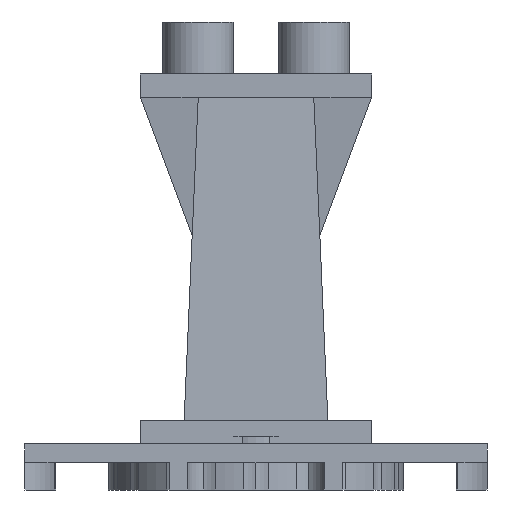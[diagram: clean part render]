
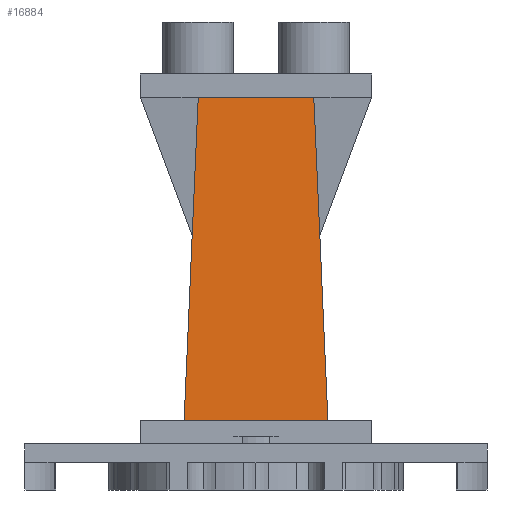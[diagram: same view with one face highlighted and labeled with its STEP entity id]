
A CAD part, left-side view. The second image highlights one B-rep face of the part: STEP entity #16884.
In plain terms, the highlighted planar face has unit normal (-0.998, 0, 0.061).
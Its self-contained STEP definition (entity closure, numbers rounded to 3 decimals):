
#14735 = PLANE('',#14736);
#14736 = AXIS2_PLACEMENT_3D('',#14737,#14738,#14739);
#14737 = CARTESIAN_POINT('',(-8.,-8.,4.8));
#14738 = DIRECTION('',(0.,0.,1.));
#14739 = DIRECTION('',(1.,0.,0.));
#15208 = VERTEX_POINT('',#15209);
#15209 = CARTESIAN_POINT('',(-7.767,-4.977,4.8));
#15221 = B_SPLINE_SURFACE_WITH_KNOTS('',1,1,(
    (#15222,#15223)
    ,(#15224,#15225
    )),.UNSPECIFIED.,.F.,.F.,.F.,(2,2),(2,2),(0.,15.73),(0.,1.
    ),.PIECEWISE_BEZIER_KNOTS.);
#15222 = CARTESIAN_POINT('',(-7.865,-5.047,3.2));
#15223 = CARTESIAN_POINT('',(-6.4,-4.,27.2));
#15224 = CARTESIAN_POINT('',(7.865,-5.047,3.2));
#15225 = CARTESIAN_POINT('',(6.4,-4.,27.2));
#15232 = EDGE_CURVE('',#15208,#15233,#15235,.T.);
#15233 = VERTEX_POINT('',#15234);
#15234 = CARTESIAN_POINT('',(-7.767,4.977,4.8));
#15235 = SURFACE_CURVE('',#15236,(#15240,#15246),.PCURVE_S1.);
#15236 = LINE('',#15237,#15238);
#15237 = CARTESIAN_POINT('',(-7.767,-4.,4.8));
#15238 = VECTOR('',#15239,1.);
#15239 = DIRECTION('',(0.,1.,-0.));
#15240 = PCURVE('',#14735,#15241);
#15241 = DEFINITIONAL_REPRESENTATION('',(#15242),#15245);
#15242 = B_SPLINE_CURVE_WITH_KNOTS('',1,(#15243,#15244),.UNSPECIFIED.,
  .F.,.F.,(2,2),(-1.047,9.047),
  .PIECEWISE_BEZIER_KNOTS.);
#15243 = CARTESIAN_POINT('',(0.233,2.953));
#15244 = CARTESIAN_POINT('',(0.233,13.047));
#15245 = ( GEOMETRIC_REPRESENTATION_CONTEXT(2) 
PARAMETRIC_REPRESENTATION_CONTEXT() REPRESENTATION_CONTEXT('2D SPACE',''
  ) );
#15246 = PCURVE('',#15247,#15252);
#15247 = PLANE('',#15248);
#15248 = AXIS2_PLACEMENT_3D('',#15249,#15250,#15251);
#15249 = CARTESIAN_POINT('',(-7.133,0.,15.2));
#15250 = DIRECTION('',(-0.998,0.,
    0.061));
#15251 = DIRECTION('',(0.,-1.,0.));
#15252 = DEFINITIONAL_REPRESENTATION('',(#15253),#15256);
#15253 = B_SPLINE_CURVE_WITH_KNOTS('',1,(#15254,#15255),.UNSPECIFIED.,
  .F.,.F.,(2,2),(-1.047,9.047),
  .PIECEWISE_BEZIER_KNOTS.);
#15254 = CARTESIAN_POINT('',(5.047,-10.419));
#15255 = CARTESIAN_POINT('',(-5.047,-10.419));
#15256 = ( GEOMETRIC_REPRESENTATION_CONTEXT(2) 
PARAMETRIC_REPRESENTATION_CONTEXT() REPRESENTATION_CONTEXT('2D SPACE',''
  ) );
#15272 = B_SPLINE_SURFACE_WITH_KNOTS('',1,1,(
    (#15273,#15274)
    ,(#15275,#15276
    )),.UNSPECIFIED.,.F.,.F.,.F.,(2,2),(2,2),(0.,15.73),(0.,1.
    ),.PIECEWISE_BEZIER_KNOTS.);
#15273 = CARTESIAN_POINT('',(7.865,5.047,3.2));
#15274 = CARTESIAN_POINT('',(6.4,4.,27.2));
#15275 = CARTESIAN_POINT('',(-7.865,5.047,3.2));
#15276 = CARTESIAN_POINT('',(-6.4,4.,27.2));
#16844 = EDGE_CURVE('',#15233,#16845,#16847,.T.);
#16845 = VERTEX_POINT('',#16846);
#16846 = CARTESIAN_POINT('',(-6.986,4.419,17.6));
#16847 = SURFACE_CURVE('',#16848,(#16851,#16858),.PCURVE_S1.);
#16848 = B_SPLINE_CURVE_WITH_KNOTS('',1,(#16849,#16850),.UNSPECIFIED.,
  .F.,.F.,(2,2),(0.,1.),.PIECEWISE_BEZIER_KNOTS.);
#16849 = CARTESIAN_POINT('',(-7.865,5.047,3.2));
#16850 = CARTESIAN_POINT('',(-6.4,4.,27.2));
#16851 = PCURVE('',#15272,#16852);
#16852 = DEFINITIONAL_REPRESENTATION('',(#16853),#16857);
#16853 = LINE('',#16854,#16855);
#16854 = CARTESIAN_POINT('',(15.73,0.));
#16855 = VECTOR('',#16856,1.);
#16856 = DIRECTION('',(0.,1.));
#16857 = ( GEOMETRIC_REPRESENTATION_CONTEXT(2) 
PARAMETRIC_REPRESENTATION_CONTEXT() REPRESENTATION_CONTEXT('2D SPACE',''
  ) );
#16858 = PCURVE('',#15247,#16859);
#16859 = DEFINITIONAL_REPRESENTATION('',(#16860),#16863);
#16860 = B_SPLINE_CURVE_WITH_KNOTS('',1,(#16861,#16862),.UNSPECIFIED.,
  .F.,.F.,(2,2),(0.,1.),.PIECEWISE_BEZIER_KNOTS.);
#16861 = CARTESIAN_POINT('',(-5.047,-12.022));
#16862 = CARTESIAN_POINT('',(-4.,12.022));
#16863 = ( GEOMETRIC_REPRESENTATION_CONTEXT(2) 
PARAMETRIC_REPRESENTATION_CONTEXT() REPRESENTATION_CONTEXT('2D SPACE',''
  ) );
#16884 = ADVANCED_FACE('',(#16885),#15247,.T.);
#16885 = FACE_BOUND('',#16886,.T.);
#16886 = EDGE_LOOP('',(#16887,#16888,#16889,#16910,#16935,#16963));
#16887 = ORIENTED_EDGE('',*,*,#16844,.F.);
#16888 = ORIENTED_EDGE('',*,*,#15232,.F.);
#16889 = ORIENTED_EDGE('',*,*,#16890,.T.);
#16890 = EDGE_CURVE('',#15208,#16891,#16893,.T.);
#16891 = VERTEX_POINT('',#16892);
#16892 = CARTESIAN_POINT('',(-6.986,-4.419,17.6));
#16893 = SURFACE_CURVE('',#16894,(#16897,#16903),.PCURVE_S1.);
#16894 = B_SPLINE_CURVE_WITH_KNOTS('',1,(#16895,#16896),.UNSPECIFIED.,
  .F.,.F.,(2,2),(0.,1.),.PIECEWISE_BEZIER_KNOTS.);
#16895 = CARTESIAN_POINT('',(-7.865,-5.047,3.2));
#16896 = CARTESIAN_POINT('',(-6.4,-4.,27.2));
#16897 = PCURVE('',#15247,#16898);
#16898 = DEFINITIONAL_REPRESENTATION('',(#16899),#16902);
#16899 = B_SPLINE_CURVE_WITH_KNOTS('',1,(#16900,#16901),.UNSPECIFIED.,
  .F.,.F.,(2,2),(0.,1.),.PIECEWISE_BEZIER_KNOTS.);
#16900 = CARTESIAN_POINT('',(5.047,-12.022));
#16901 = CARTESIAN_POINT('',(4.,12.022));
#16902 = ( GEOMETRIC_REPRESENTATION_CONTEXT(2) 
PARAMETRIC_REPRESENTATION_CONTEXT() REPRESENTATION_CONTEXT('2D SPACE',''
  ) );
#16903 = PCURVE('',#15221,#16904);
#16904 = DEFINITIONAL_REPRESENTATION('',(#16905),#16909);
#16905 = LINE('',#16906,#16907);
#16906 = CARTESIAN_POINT('',(0.,0.));
#16907 = VECTOR('',#16908,1.);
#16908 = DIRECTION('',(0.,1.));
#16909 = ( GEOMETRIC_REPRESENTATION_CONTEXT(2) 
PARAMETRIC_REPRESENTATION_CONTEXT() REPRESENTATION_CONTEXT('2D SPACE',''
  ) );
#16910 = ORIENTED_EDGE('',*,*,#16911,.T.);
#16911 = EDGE_CURVE('',#16891,#16912,#16914,.T.);
#16912 = VERTEX_POINT('',#16913);
#16913 = CARTESIAN_POINT('',(-6.4,-4.,27.2));
#16914 = SURFACE_CURVE('',#16915,(#16918,#16924),.PCURVE_S1.);
#16915 = B_SPLINE_CURVE_WITH_KNOTS('',1,(#16916,#16917),.UNSPECIFIED.,
  .F.,.F.,(2,2),(0.,1.),.PIECEWISE_BEZIER_KNOTS.);
#16916 = CARTESIAN_POINT('',(-7.865,-5.047,3.2));
#16917 = CARTESIAN_POINT('',(-6.4,-4.,27.2));
#16918 = PCURVE('',#15247,#16919);
#16919 = DEFINITIONAL_REPRESENTATION('',(#16920),#16923);
#16920 = B_SPLINE_CURVE_WITH_KNOTS('',1,(#16921,#16922),.UNSPECIFIED.,
  .F.,.F.,(2,2),(0.,1.),.PIECEWISE_BEZIER_KNOTS.);
#16921 = CARTESIAN_POINT('',(5.047,-12.022));
#16922 = CARTESIAN_POINT('',(4.,12.022));
#16923 = ( GEOMETRIC_REPRESENTATION_CONTEXT(2) 
PARAMETRIC_REPRESENTATION_CONTEXT() REPRESENTATION_CONTEXT('2D SPACE',''
  ) );
#16924 = PCURVE('',#16925,#16930);
#16925 = PLANE('',#16926);
#16926 = AXIS2_PLACEMENT_3D('',#16927,#16928,#16929);
#16927 = CARTESIAN_POINT('',(-8.,-4.,27.2));
#16928 = DIRECTION('',(0.,-0.999,0.044));
#16929 = DIRECTION('',(1.,0.,0.));
#16930 = DEFINITIONAL_REPRESENTATION('',(#16931),#16934);
#16931 = B_SPLINE_CURVE_WITH_KNOTS('',1,(#16932,#16933),.UNSPECIFIED.,
  .F.,.F.,(2,2),(0.,1.),.PIECEWISE_BEZIER_KNOTS.);
#16932 = CARTESIAN_POINT('',(0.135,-24.023));
#16933 = CARTESIAN_POINT('',(1.6,0.));
#16934 = ( GEOMETRIC_REPRESENTATION_CONTEXT(2) 
PARAMETRIC_REPRESENTATION_CONTEXT() REPRESENTATION_CONTEXT('2D SPACE',''
  ) );
#16935 = ORIENTED_EDGE('',*,*,#16936,.F.);
#16936 = EDGE_CURVE('',#16937,#16912,#16939,.T.);
#16937 = VERTEX_POINT('',#16938);
#16938 = CARTESIAN_POINT('',(-6.4,4.,27.2));
#16939 = SURFACE_CURVE('',#16940,(#16944,#16951),.PCURVE_S1.);
#16940 = LINE('',#16941,#16942);
#16941 = CARTESIAN_POINT('',(-6.4,4.,27.2));
#16942 = VECTOR('',#16943,1.);
#16943 = DIRECTION('',(0.,-1.,0.));
#16944 = PCURVE('',#15247,#16945);
#16945 = DEFINITIONAL_REPRESENTATION('',(#16946),#16950);
#16946 = LINE('',#16947,#16948);
#16947 = CARTESIAN_POINT('',(-4.,12.022));
#16948 = VECTOR('',#16949,1.);
#16949 = DIRECTION('',(1.,0.));
#16950 = ( GEOMETRIC_REPRESENTATION_CONTEXT(2) 
PARAMETRIC_REPRESENTATION_CONTEXT() REPRESENTATION_CONTEXT('2D SPACE',''
  ) );
#16951 = PCURVE('',#16952,#16957);
#16952 = PLANE('',#16953);
#16953 = AXIS2_PLACEMENT_3D('',#16954,#16955,#16956);
#16954 = CARTESIAN_POINT('',(-8.,-8.,27.2));
#16955 = DIRECTION('',(0.,0.,1.));
#16956 = DIRECTION('',(1.,0.,0.));
#16957 = DEFINITIONAL_REPRESENTATION('',(#16958),#16962);
#16958 = LINE('',#16959,#16960);
#16959 = CARTESIAN_POINT('',(1.6,12.));
#16960 = VECTOR('',#16961,1.);
#16961 = DIRECTION('',(0.,-1.));
#16962 = ( GEOMETRIC_REPRESENTATION_CONTEXT(2) 
PARAMETRIC_REPRESENTATION_CONTEXT() REPRESENTATION_CONTEXT('2D SPACE',''
  ) );
#16963 = ORIENTED_EDGE('',*,*,#16964,.F.);
#16964 = EDGE_CURVE('',#16845,#16937,#16965,.T.);
#16965 = SURFACE_CURVE('',#16966,(#16969,#16975),.PCURVE_S1.);
#16966 = B_SPLINE_CURVE_WITH_KNOTS('',1,(#16967,#16968),.UNSPECIFIED.,
  .F.,.F.,(2,2),(0.,1.),.PIECEWISE_BEZIER_KNOTS.);
#16967 = CARTESIAN_POINT('',(-7.865,5.047,3.2));
#16968 = CARTESIAN_POINT('',(-6.4,4.,27.2));
#16969 = PCURVE('',#15247,#16970);
#16970 = DEFINITIONAL_REPRESENTATION('',(#16971),#16974);
#16971 = B_SPLINE_CURVE_WITH_KNOTS('',1,(#16972,#16973),.UNSPECIFIED.,
  .F.,.F.,(2,2),(0.,1.),.PIECEWISE_BEZIER_KNOTS.);
#16972 = CARTESIAN_POINT('',(-5.047,-12.022));
#16973 = CARTESIAN_POINT('',(-4.,12.022));
#16974 = ( GEOMETRIC_REPRESENTATION_CONTEXT(2) 
PARAMETRIC_REPRESENTATION_CONTEXT() REPRESENTATION_CONTEXT('2D SPACE',''
  ) );
#16975 = PCURVE('',#16976,#16981);
#16976 = PLANE('',#16977);
#16977 = AXIS2_PLACEMENT_3D('',#16978,#16979,#16980);
#16978 = CARTESIAN_POINT('',(8.,4.,27.2));
#16979 = DIRECTION('',(0.,0.999,0.044));
#16980 = DIRECTION('',(-1.,0.,0.));
#16981 = DEFINITIONAL_REPRESENTATION('',(#16982),#16985);
#16982 = B_SPLINE_CURVE_WITH_KNOTS('',1,(#16983,#16984),.UNSPECIFIED.,
  .F.,.F.,(2,2),(0.,1.),.PIECEWISE_BEZIER_KNOTS.);
#16983 = CARTESIAN_POINT('',(15.865,-24.023));
#16984 = CARTESIAN_POINT('',(14.4,0.));
#16985 = ( GEOMETRIC_REPRESENTATION_CONTEXT(2) 
PARAMETRIC_REPRESENTATION_CONTEXT() REPRESENTATION_CONTEXT('2D SPACE',''
  ) );
